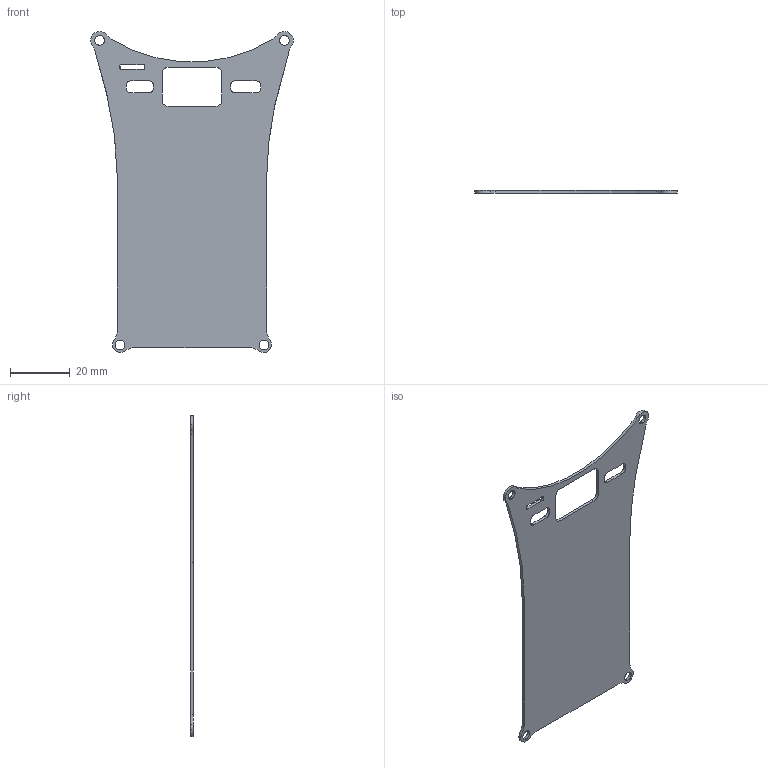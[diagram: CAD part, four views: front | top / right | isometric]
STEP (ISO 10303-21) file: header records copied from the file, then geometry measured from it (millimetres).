
FILE_DESCRIPTION (( 'STEP AP214' ), '1' );
FILE_NAME ('Mainboard.STEP', '2014-12-24T16:18:11', ( '' ), ( '' ), 'SwSTEP 2.0', 'SolidWorks 2012', '' );
FILE_SCHEMA (( 'AUTOMOTIVE_DESIGN' ));
Length unit declared in the file: millimetre
Products named in the file (1): Mainboard
Bounding box: 67.62 x 1 x 107.08 mm (x, y, z)
Volume: 4809.6 mm3; surface area: 10127.2 mm2
Topology: 1 solids, 1 shells, 64 faces, 186 edges, 124 vertices
Faces by surface type: cylinder 41, plane 21, bspline 2
Entity records: 2287 total; most frequent: CARTESIAN_POINT 458, DIRECTION 390, ORIENTED_EDGE 372, EDGE_CURVE 186, AXIS2_PLACEMENT_3D 145, VERTEX_POINT 124, VECTOR 100, LINE 100
